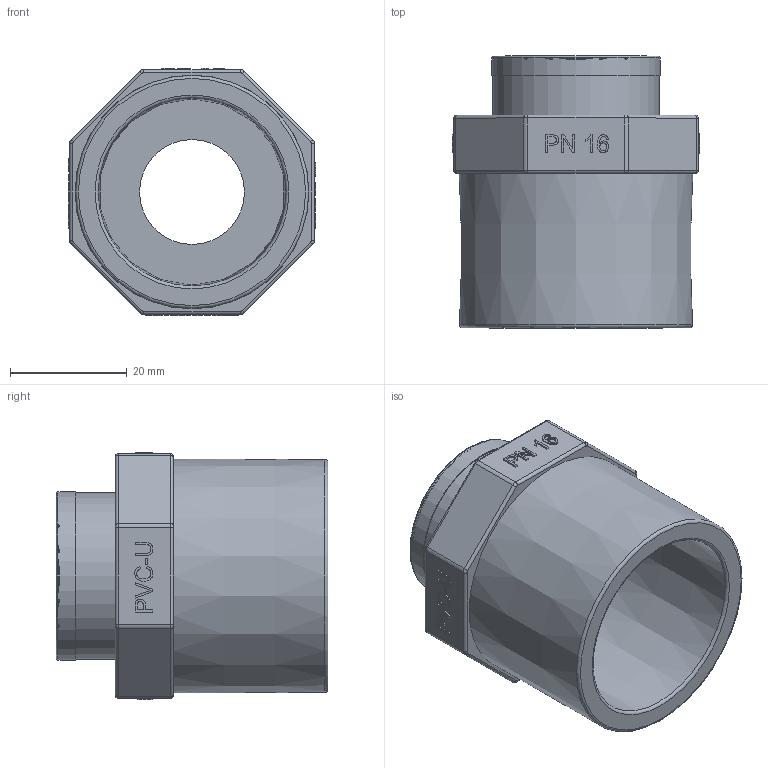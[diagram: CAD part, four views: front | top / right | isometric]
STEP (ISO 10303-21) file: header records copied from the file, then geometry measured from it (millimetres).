
FILE_DESCRIPTION(/* description */ (''),/* implementation_level */ '2;1');
FILE_NAME(/* name */ 'AF0351.040.020.step',/* time_stamp */ '2026-01-22T10:30:36+01:00',/* author */ (''),/* organization */ (''),/* preprocessor_version */ 'ST-DEVELOPER v20.1',/* originating_system */ 'Autodesk Translation Framework v14.21.0.0',/* authorisation */ '');
FILE_SCHEMA (('AUTOMOTIVE_DESIGN { 1 0 10303 214 3 1 1 }'));
Length unit declared in the file: millimetre
Products named in the file (1): AF0351.040.020
Bounding box: 42.5 x 46.66 x 42.5 mm (x, y, z)
Volume: 28579.1 mm3; surface area: 13467.4 mm2
Topology: 2 solids, 2 shells, 321 faces, 794 edges, 517 vertices
Faces by surface type: plane 189, bspline 69, cylinder 55, torus 6, cone 2
Full cylindrical faces by diameter (mm): 1.7 x1, 2.3 x1, 18 x1, 18.631 x8, 20.955 x8, 23.997 x1, 24 x1, 28.5 x1, 28.53 x1, 28.847 x1
Entity records: 15739 total; most frequent: CARTESIAN_POINT 8469, ORIENTED_EDGE 1588, DIRECTION 1265, EDGE_CURVE 794, LINE 539, VECTOR 539, VERTEX_POINT 517, EDGE_LOOP 365
